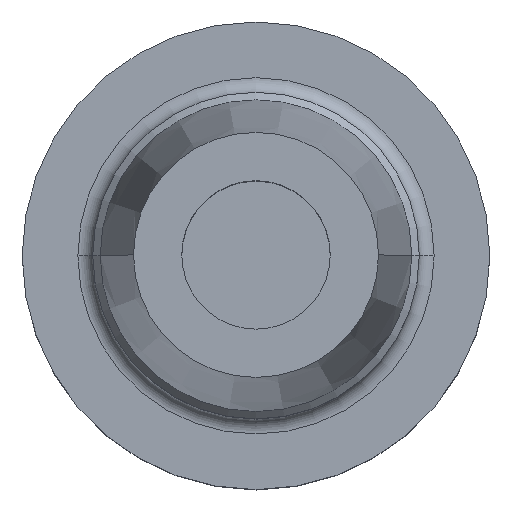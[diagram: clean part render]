
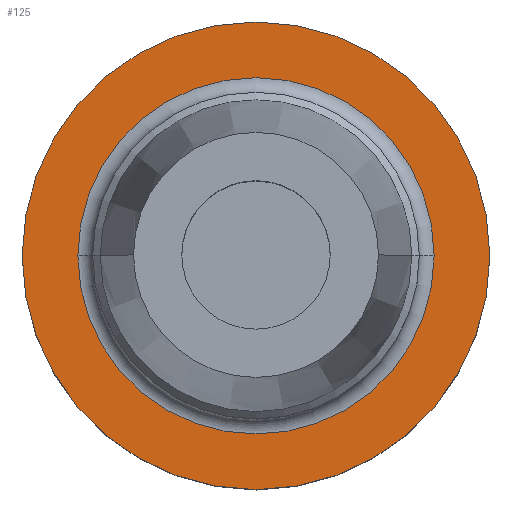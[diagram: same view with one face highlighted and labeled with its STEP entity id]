
A CAD part, top view. The second image highlights one B-rep face of the part: STEP entity #125.
In plain terms, the highlighted planar face has unit normal (0, 0, 1).
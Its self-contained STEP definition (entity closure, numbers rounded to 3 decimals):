
#12 = ORIENTED_EDGE ( 'NONE', *, *, #1163, .F. ) ;
#39 = FACE_OUTER_BOUND ( 'NONE', #1068, .T. ) ;
#67 = EDGE_LOOP ( 'NONE', ( #1111, #1442 ) ) ;
#96 = DIRECTION ( 'NONE',  ( -1., 0., 0. ) ) ;
#115 = CARTESIAN_POINT ( 'NONE',  ( 0., 0., 26. ) ) ;
#125 = ADVANCED_FACE ( 'NONE', ( #313, #39 ), #254, .T. ) ;
#199 = AXIS2_PLACEMENT_3D ( 'NONE', #236, #1038, #354 ) ;
#232 = DIRECTION ( 'NONE',  ( -1., 0., 0. ) ) ;
#236 = CARTESIAN_POINT ( 'NONE',  ( 0., 0., 26. ) ) ;
#254 = PLANE ( 'NONE',  #990 ) ;
#272 = CARTESIAN_POINT ( 'NONE',  ( 0., 0., 26. ) ) ;
#305 = CARTESIAN_POINT ( 'NONE',  ( 24., 0., 26. ) ) ;
#313 = FACE_BOUND ( 'NONE', #67, .T. ) ;
#330 = AXIS2_PLACEMENT_3D ( 'NONE', #272, #1067, #382 ) ;
#345 = VERTEX_POINT ( 'NONE', #1132 ) ;
#354 = DIRECTION ( 'NONE',  ( 0., 1., 0. ) ) ;
#369 = DIRECTION ( 'NONE',  ( 0., 0., 1. ) ) ;
#382 = DIRECTION ( 'NONE',  ( 0., 1., 0. ) ) ;
#401 = EDGE_CURVE ( 'NONE', #801, #1400, #914, .T. ) ;
#641 = CARTESIAN_POINT ( 'NONE',  ( -24., 0., 26. ) ) ;
#709 = CIRCLE ( 'NONE', #199, 31.5 ) ;
#777 = DIRECTION ( 'NONE',  ( 0., 0., 1. ) ) ;
#801 = VERTEX_POINT ( 'NONE', #305 ) ;
#802 = AXIS2_PLACEMENT_3D ( 'NONE', #115, #925, #232 ) ;
#882 = VERTEX_POINT ( 'NONE', #1352 ) ;
#914 = CIRCLE ( 'NONE', #802, 24. ) ;
#925 = DIRECTION ( 'NONE',  ( 0., 0., 1. ) ) ;
#990 = AXIS2_PLACEMENT_3D ( 'NONE', #1052, #369, #1174 ) ;
#1038 = DIRECTION ( 'NONE',  ( 0., 0., -1. ) ) ;
#1052 = CARTESIAN_POINT ( 'NONE',  ( 0., 0., 26. ) ) ;
#1067 = DIRECTION ( 'NONE',  ( 0., 0., -1. ) ) ;
#1068 = EDGE_LOOP ( 'NONE', ( #12, #1300 ) ) ;
#1111 = ORIENTED_EDGE ( 'NONE', *, *, #1438, .F. ) ;
#1119 = CIRCLE ( 'NONE', #330, 31.5 ) ;
#1132 = CARTESIAN_POINT ( 'NONE',  ( 0., 31.5, 26. ) ) ;
#1163 = EDGE_CURVE ( 'NONE', #345, #882, #709, .T. ) ;
#1174 = DIRECTION ( 'NONE',  ( 0., -1., 0. ) ) ;
#1181 = AXIS2_PLACEMENT_3D ( 'NONE', #1485, #777, #96 ) ;
#1288 = CIRCLE ( 'NONE', #1181, 24. ) ;
#1300 = ORIENTED_EDGE ( 'NONE', *, *, #1365, .F. ) ;
#1352 = CARTESIAN_POINT ( 'NONE',  ( 0., -31.5, 26. ) ) ;
#1365 = EDGE_CURVE ( 'NONE', #882, #345, #1119, .T. ) ;
#1400 = VERTEX_POINT ( 'NONE', #641 ) ;
#1438 = EDGE_CURVE ( 'NONE', #1400, #801, #1288, .T. ) ;
#1442 = ORIENTED_EDGE ( 'NONE', *, *, #401, .F. ) ;
#1485 = CARTESIAN_POINT ( 'NONE',  ( 0., 0., 26. ) ) ;
